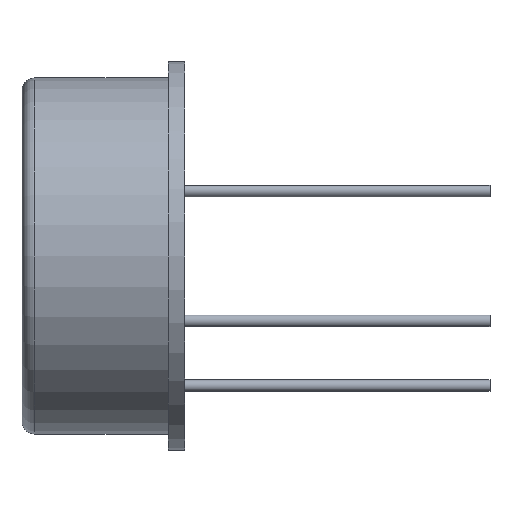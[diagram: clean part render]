
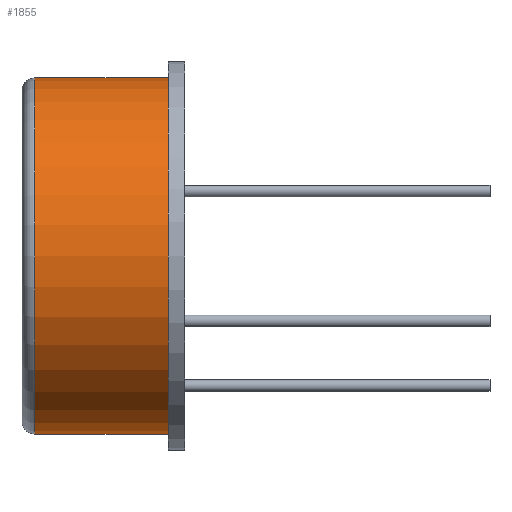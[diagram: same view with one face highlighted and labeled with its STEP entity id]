
A CAD part, left-side view. The second image highlights one B-rep face of the part: STEP entity #1855.
In plain terms, the highlighted cylindrical face has radius 7 mm (diameter 14 mm), a partial arc.
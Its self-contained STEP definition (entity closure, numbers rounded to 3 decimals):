
#23 = VECTOR ( 'NONE', #1926, 1000. ) ;
#90 = LINE ( 'NONE', #1996, #1478 ) ;
#137 = EDGE_CURVE ( 'NONE', #828, #1272, #90, .T. ) ;
#152 = AXIS2_PLACEMENT_3D ( 'NONE', #1104, #1633, #1154 ) ;
#237 = CARTESIAN_POINT ( 'NONE',  ( 0., 0.65, -7. ) ) ;
#243 = DIRECTION ( 'NONE',  ( 0., -1., 0. ) ) ;
#256 = CARTESIAN_POINT ( 'NONE',  ( 0., 0., -7. ) ) ;
#262 = CYLINDRICAL_SURFACE ( 'NONE', #1799, 7. ) ;
#287 = ORIENTED_EDGE ( 'NONE', *, *, #1795, .T. ) ;
#302 = CARTESIAN_POINT ( 'NONE',  ( 0., 0.65, 7. ) ) ;
#308 = CIRCLE ( 'NONE', #1444, 7. ) ;
#421 = EDGE_CURVE ( 'NONE', #1272, #1084, #308, .T. ) ;
#583 = DIRECTION ( 'NONE',  ( 0., 0., -1. ) ) ;
#599 = DIRECTION ( 'NONE',  ( 0., -1., 0. ) ) ;
#656 = EDGE_LOOP ( 'NONE', ( #1282, #287, #1532, #813 ) ) ;
#714 = CARTESIAN_POINT ( 'NONE',  ( 0., 5.9, -7. ) ) ;
#813 = ORIENTED_EDGE ( 'NONE', *, *, #421, .F. ) ;
#817 = CIRCLE ( 'NONE', #152, 7. ) ;
#828 = VERTEX_POINT ( 'NONE', #1647 ) ;
#850 = CARTESIAN_POINT ( 'NONE',  ( 0., 0., 0. ) ) ;
#1084 = VERTEX_POINT ( 'NONE', #237 ) ;
#1101 = EDGE_CURVE ( 'NONE', #1106, #1084, #1152, .T. ) ;
#1104 = CARTESIAN_POINT ( 'NONE',  ( 0., 5.9, 0. ) ) ;
#1106 = VERTEX_POINT ( 'NONE', #714 ) ;
#1152 = LINE ( 'NONE', #256, #23 ) ;
#1154 = DIRECTION ( 'NONE',  ( 0., 0., -1. ) ) ;
#1272 = VERTEX_POINT ( 'NONE', #302 ) ;
#1282 = ORIENTED_EDGE ( 'NONE', *, *, #137, .F. ) ;
#1361 = DIRECTION ( 'NONE',  ( 0., 0., -1. ) ) ;
#1444 = AXIS2_PLACEMENT_3D ( 'NONE', #1973, #1513, #583 ) ;
#1478 = VECTOR ( 'NONE', #599, 1000. ) ;
#1513 = DIRECTION ( 'NONE',  ( 0., -1., 0. ) ) ;
#1532 = ORIENTED_EDGE ( 'NONE', *, *, #1101, .T. ) ;
#1633 = DIRECTION ( 'NONE',  ( 0., -1., 0. ) ) ;
#1647 = CARTESIAN_POINT ( 'NONE',  ( 0., 5.9, 7. ) ) ;
#1795 = EDGE_CURVE ( 'NONE', #828, #1106, #817, .T. ) ;
#1799 = AXIS2_PLACEMENT_3D ( 'NONE', #850, #243, #1361 ) ;
#1805 = FACE_OUTER_BOUND ( 'NONE', #656, .T. ) ;
#1855 = ADVANCED_FACE ( 'NONE', ( #1805 ), #262, .T. ) ;
#1926 = DIRECTION ( 'NONE',  ( 0., -1., 0. ) ) ;
#1973 = CARTESIAN_POINT ( 'NONE',  ( 0., 0.65, 0. ) ) ;
#1996 = CARTESIAN_POINT ( 'NONE',  ( 0., 0., 7. ) ) ;
